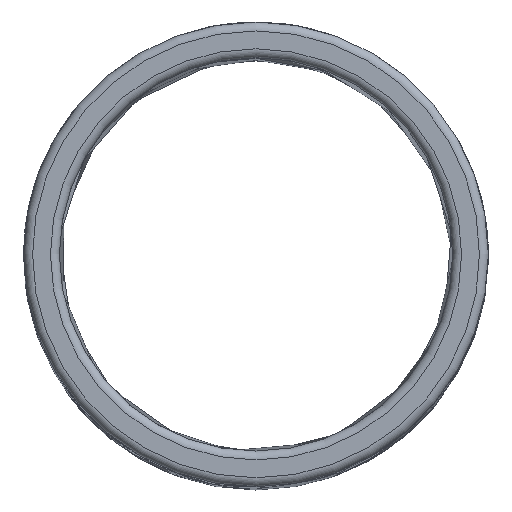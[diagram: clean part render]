
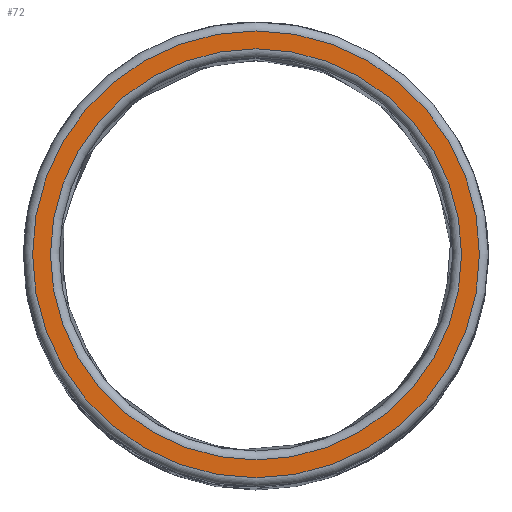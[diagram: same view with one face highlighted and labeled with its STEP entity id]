
A CAD part, top view. The second image highlights one B-rep face of the part: STEP entity #72.
In plain terms, the highlighted planar face has unit normal (0, 0, 1).
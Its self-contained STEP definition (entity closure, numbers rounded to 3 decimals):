
#72=ADVANCED_FACE('',(#526,#528),#530,.T.);
#526=FACE_BOUND('',#527,.T.);
#527=EDGE_LOOP('',(#3314));
#528=FACE_BOUND('',#529,.T.);
#529=EDGE_LOOP('',(#3315));
#530=PLANE('',#531);
#531=AXIS2_PLACEMENT_3D('',#532,#533,#534);
#532=CARTESIAN_POINT('',(0.,0.,105.));
#533=DIRECTION('',(0.,0.,1.));
#534=DIRECTION('',(1.,0.,0.));
#3314=ORIENTED_EDGE('',*,*,#3704,.T.);
#3315=ORIENTED_EDGE('',*,*,#3705,.T.);
#3704=EDGE_CURVE('',#4041,#4041,#4042,.T.);
#3705=EDGE_CURVE('',#4043,#4043,#4044,.F.);
#4041=VERTEX_POINT('',#5333);
#4042=CIRCLE('',#5334,12.5);
#4043=VERTEX_POINT('',#5338);
#4044=CIRCLE('',#5339,11.5);
#5333=CARTESIAN_POINT('',(0.,12.5,105.));
#5334=AXIS2_PLACEMENT_3D('',#5335,#5336,#5337);
#5335=CARTESIAN_POINT('',(0.,0.,105.));
#5336=DIRECTION('',(0.,0.,1.));
#5337=DIRECTION('',(0.,1.,0.));
#5338=CARTESIAN_POINT('',(0.,11.5,105.));
#5339=AXIS2_PLACEMENT_3D('',#5340,#5341,#5342);
#5340=CARTESIAN_POINT('',(0.,0.,105.));
#5341=DIRECTION('',(0.,0.,1.));
#5342=DIRECTION('',(0.,1.,0.));
